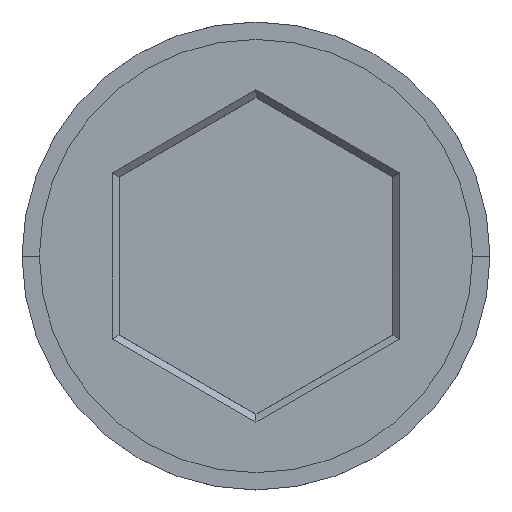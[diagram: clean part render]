
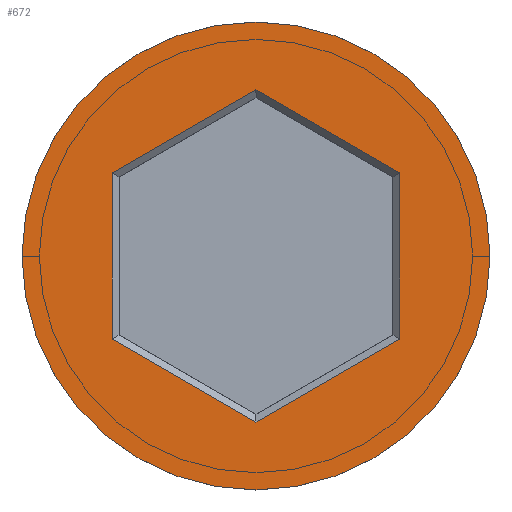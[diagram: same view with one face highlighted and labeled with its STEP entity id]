
A CAD part, top view. The second image highlights one B-rep face of the part: STEP entity #672.
In plain terms, the highlighted planar face has unit normal (0, 0, 1).
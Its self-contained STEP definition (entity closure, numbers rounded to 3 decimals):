
#2 = EDGE_CURVE ( 'NONE', #859, #899, #82, .T. ) ;
#11 = VECTOR ( 'NONE', #1125, 1000. ) ;
#40 = AXIS2_PLACEMENT_3D ( 'NONE', #312, #578, #1430 ) ;
#82 = LINE ( 'NONE', #1340, #1329 ) ;
#102 = VERTEX_POINT ( 'NONE', #1272 ) ;
#105 = DIRECTION ( 'NONE',  ( 0.866, -0.5, 0. ) ) ;
#137 = VECTOR ( 'NONE', #953, 1000. ) ;
#138 = CARTESIAN_POINT ( 'NONE',  ( -4.15, 2.396, 0. ) ) ;
#147 = VERTEX_POINT ( 'NONE', #1005 ) ;
#168 = CARTESIAN_POINT ( 'NONE',  ( 0., -4.792, 0. ) ) ;
#169 = ORIENTED_EDGE ( 'NONE', *, *, #171, .T. ) ;
#171 = EDGE_CURVE ( 'NONE', #592, #859, #1425, .T. ) ;
#226 = CARTESIAN_POINT ( 'NONE',  ( 0., 4.792, 0. ) ) ;
#297 = CIRCLE ( 'NONE', #813, 6.75 ) ;
#312 = CARTESIAN_POINT ( 'NONE',  ( 0., 0., 0. ) ) ;
#323 = EDGE_CURVE ( 'NONE', #899, #1356, #843, .T. ) ;
#325 = VECTOR ( 'NONE', #1084, 1000. ) ;
#335 = DIRECTION ( 'NONE',  ( -0.866, 0.5, 0. ) ) ;
#342 = ORIENTED_EDGE ( 'NONE', *, *, #1530, .T. ) ;
#366 = CARTESIAN_POINT ( 'NONE',  ( 4.15, 2.396, 0. ) ) ;
#386 = CARTESIAN_POINT ( 'NONE',  ( 0.1, -4.734, 0. ) ) ;
#473 = EDGE_CURVE ( 'NONE', #1356, #1077, #534, .T. ) ;
#499 = ORIENTED_EDGE ( 'NONE', *, *, #2, .T. ) ;
#500 = CARTESIAN_POINT ( 'NONE',  ( -6.75, 0., 0. ) ) ;
#534 = LINE ( 'NONE', #386, #11 ) ;
#540 = ORIENTED_EDGE ( 'NONE', *, *, #1434, .T. ) ;
#566 = VERTEX_POINT ( 'NONE', #500 ) ;
#578 = DIRECTION ( 'NONE',  ( 0., 0., 1. ) ) ;
#588 = CIRCLE ( 'NONE', #786, 6.75 ) ;
#592 = VERTEX_POINT ( 'NONE', #138 ) ;
#619 = DIRECTION ( 'NONE',  ( 0., 0., 1. ) ) ;
#620 = EDGE_LOOP ( 'NONE', ( #1235, #1583, #169, #499, #845, #1422 ) ) ;
#633 = DIRECTION ( 'NONE',  ( 1., 0., 0. ) ) ;
#650 = CARTESIAN_POINT ( 'NONE',  ( 0., 0., 0. ) ) ;
#672 = ADVANCED_FACE ( 'NONE', ( #926, #1158 ), #907, .T. ) ;
#707 = LINE ( 'NONE', #1572, #137 ) ;
#732 = CARTESIAN_POINT ( 'NONE',  ( 0., 0., 0. ) ) ;
#786 = AXIS2_PLACEMENT_3D ( 'NONE', #732, #619, #633 ) ;
#813 = AXIS2_PLACEMENT_3D ( 'NONE', #650, #1384, #1536 ) ;
#829 = CARTESIAN_POINT ( 'NONE',  ( 4.15, -2.281, 0. ) ) ;
#843 = LINE ( 'NONE', #829, #325 ) ;
#845 = ORIENTED_EDGE ( 'NONE', *, *, #323, .T. ) ;
#859 = VERTEX_POINT ( 'NONE', #226 ) ;
#899 = VERTEX_POINT ( 'NONE', #366 ) ;
#907 = PLANE ( 'NONE',  #40 ) ;
#920 = DIRECTION ( 'NONE',  ( 0.866, 0.5, 0. ) ) ;
#926 = FACE_BOUND ( 'NONE', #620, .T. ) ;
#934 = CARTESIAN_POINT ( 'NONE',  ( -0.1, 4.734, 0. ) ) ;
#953 = DIRECTION ( 'NONE',  ( 0., 1., 0. ) ) ;
#999 = CARTESIAN_POINT ( 'NONE',  ( 4.15, -2.396, 0. ) ) ;
#1005 = CARTESIAN_POINT ( 'NONE',  ( 6.75, 0., 0. ) ) ;
#1067 = EDGE_LOOP ( 'NONE', ( #540, #342 ) ) ;
#1077 = VERTEX_POINT ( 'NONE', #168 ) ;
#1084 = DIRECTION ( 'NONE',  ( 0., -1., 0. ) ) ;
#1085 = CARTESIAN_POINT ( 'NONE',  ( -4.05, -2.454, 0. ) ) ;
#1125 = DIRECTION ( 'NONE',  ( -0.866, -0.5, 0. ) ) ;
#1158 = FACE_OUTER_BOUND ( 'NONE', #1067, .T. ) ;
#1235 = ORIENTED_EDGE ( 'NONE', *, *, #1291, .T. ) ;
#1272 = CARTESIAN_POINT ( 'NONE',  ( -4.15, -2.396, 0. ) ) ;
#1291 = EDGE_CURVE ( 'NONE', #1077, #102, #1445, .T. ) ;
#1299 = EDGE_CURVE ( 'NONE', #102, #592, #707, .T. ) ;
#1329 = VECTOR ( 'NONE', #105, 1000. ) ;
#1340 = CARTESIAN_POINT ( 'NONE',  ( 4.05, 2.454, 0. ) ) ;
#1356 = VERTEX_POINT ( 'NONE', #999 ) ;
#1384 = DIRECTION ( 'NONE',  ( 0., 0., 1. ) ) ;
#1410 = VECTOR ( 'NONE', #920, 1000. ) ;
#1422 = ORIENTED_EDGE ( 'NONE', *, *, #473, .T. ) ;
#1425 = LINE ( 'NONE', #934, #1410 ) ;
#1430 = DIRECTION ( 'NONE',  ( 1., 0., 0. ) ) ;
#1434 = EDGE_CURVE ( 'NONE', #147, #566, #588, .T. ) ;
#1445 = LINE ( 'NONE', #1085, #1586 ) ;
#1530 = EDGE_CURVE ( 'NONE', #566, #147, #297, .T. ) ;
#1536 = DIRECTION ( 'NONE',  ( 1., 0., 0. ) ) ;
#1572 = CARTESIAN_POINT ( 'NONE',  ( -4.15, 2.281, 0. ) ) ;
#1583 = ORIENTED_EDGE ( 'NONE', *, *, #1299, .T. ) ;
#1586 = VECTOR ( 'NONE', #335, 1000. ) ;
